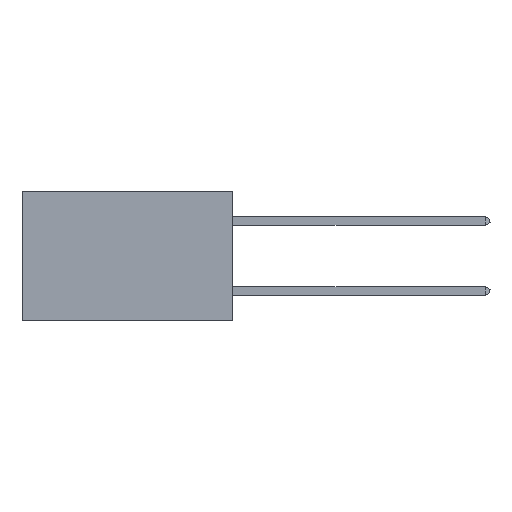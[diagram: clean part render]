
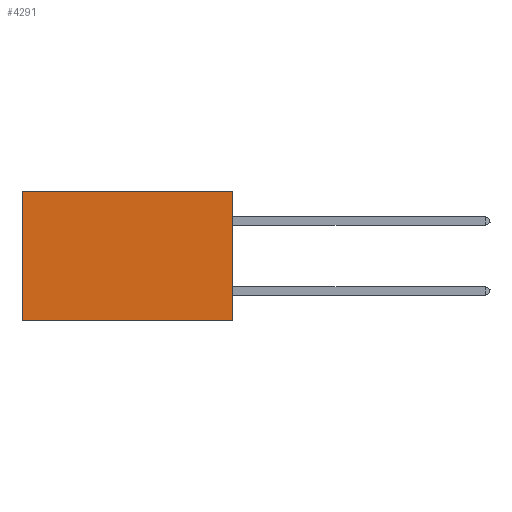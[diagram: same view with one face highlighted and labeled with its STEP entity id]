
A CAD part, left-side view. The second image highlights one B-rep face of the part: STEP entity #4291.
In plain terms, the highlighted planar face has unit normal (-1, 0, 0).
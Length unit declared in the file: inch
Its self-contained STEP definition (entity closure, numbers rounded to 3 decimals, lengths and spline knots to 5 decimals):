
#272 = LINE ( 'NONE', #11869, #10387 ) ;
#349 = EDGE_LOOP ( 'NONE', ( #7250, #6963, #5566, #2487 ) ) ;
#362 = EDGE_CURVE ( 'NONE', #2782, #4603, #272, .T. ) ;
#493 = DIRECTION ( 'NONE',  ( 0., 1., 0. ) ) ;
#560 = LINE ( 'NONE', #6719, #8031 ) ;
#1394 = CARTESIAN_POINT ( 'NONE',  ( 0.2875, 0.6, -0.37 ) ) ;
#1551 = EDGE_CURVE ( 'NONE', #9514, #12247, #10123, .T. ) ;
#2487 = ORIENTED_EDGE ( 'NONE', *, *, #5435, .T. ) ;
#2546 = CARTESIAN_POINT ( 'NONE',  ( 0.2875, 0., 0. ) ) ;
#2782 = VERTEX_POINT ( 'NONE', #2546 ) ;
#3296 = DIRECTION ( 'NONE',  ( 0., 0., -1. ) ) ;
#3613 = DIRECTION ( 'NONE',  ( 0., 1., 0. ) ) ;
#4291 = ADVANCED_FACE ( 'NONE', ( #7620 ), #8012, .F. ) ;
#4603 = VERTEX_POINT ( 'NONE', #8566 ) ;
#4722 = CARTESIAN_POINT ( 'NONE',  ( 0.2875, 0., -0.37 ) ) ;
#5435 = EDGE_CURVE ( 'NONE', #2782, #9514, #560, .T. ) ;
#5442 = CARTESIAN_POINT ( 'NONE',  ( 0.2875, 0., 0. ) ) ;
#5566 = ORIENTED_EDGE ( 'NONE', *, *, #362, .F. ) ;
#6240 = DIRECTION ( 'NONE',  ( 0., 0., -1. ) ) ;
#6509 = LINE ( 'NONE', #4722, #8678 ) ;
#6719 = CARTESIAN_POINT ( 'NONE',  ( 0.2875, 0., 0. ) ) ;
#6963 = ORIENTED_EDGE ( 'NONE', *, *, #9504, .F. ) ;
#7250 = ORIENTED_EDGE ( 'NONE', *, *, #1551, .T. ) ;
#7510 = AXIS2_PLACEMENT_3D ( 'NONE', #5442, #11047, #12187 ) ;
#7620 = FACE_OUTER_BOUND ( 'NONE', #349, .T. ) ;
#8012 = PLANE ( 'NONE',  #7510 ) ;
#8031 = VECTOR ( 'NONE', #3613, 39.37008 ) ;
#8566 = CARTESIAN_POINT ( 'NONE',  ( 0.2875, 0., -0.37 ) ) ;
#8578 = CARTESIAN_POINT ( 'NONE',  ( 0.2875, 0.6, 0. ) ) ;
#8678 = VECTOR ( 'NONE', #493, 39.37008 ) ;
#9376 = CARTESIAN_POINT ( 'NONE',  ( 0.2875, 0.6, 0. ) ) ;
#9504 = EDGE_CURVE ( 'NONE', #4603, #12247, #6509, .T. ) ;
#9514 = VERTEX_POINT ( 'NONE', #8578 ) ;
#9868 = VECTOR ( 'NONE', #6240, 39.37008 ) ;
#10123 = LINE ( 'NONE', #9376, #9868 ) ;
#10387 = VECTOR ( 'NONE', #3296, 39.37008 ) ;
#11047 = DIRECTION ( 'NONE',  ( 1., 0., 0. ) ) ;
#11869 = CARTESIAN_POINT ( 'NONE',  ( 0.2875, 0., 0. ) ) ;
#12187 = DIRECTION ( 'NONE',  ( 0., 0., -1. ) ) ;
#12247 = VERTEX_POINT ( 'NONE', #1394 ) ;
